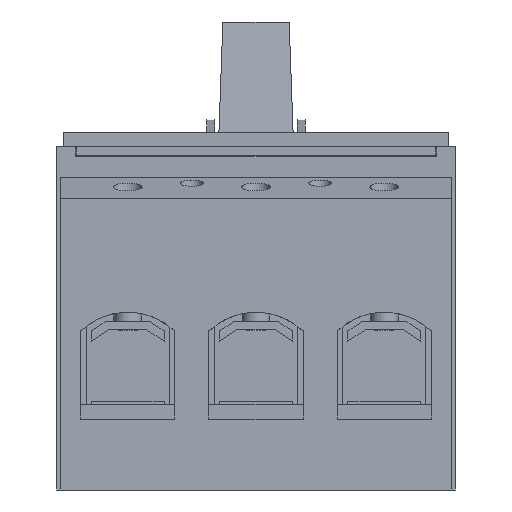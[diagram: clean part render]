
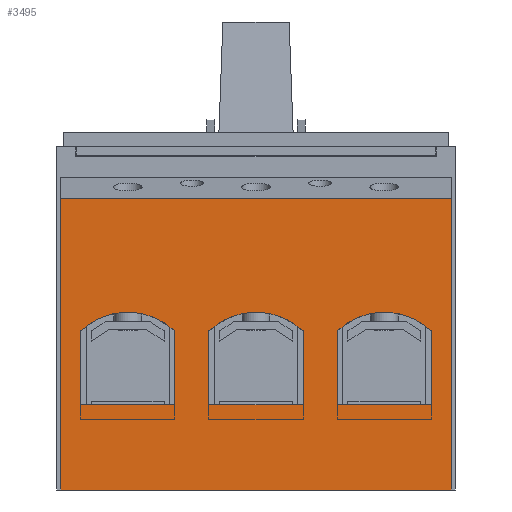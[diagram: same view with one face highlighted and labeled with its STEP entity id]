
A CAD part, front view. The second image highlights one B-rep face of the part: STEP entity #3495.
In plain terms, the highlighted face is planar.
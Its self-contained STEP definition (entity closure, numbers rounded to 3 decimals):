
#80=CIRCLE('',#3759,23.841);
#84=CIRCLE('',#3766,23.841);
#88=CIRCLE('',#3773,23.841);
#542=ORIENTED_EDGE('',*,*,#1309,.F.);
#543=ORIENTED_EDGE('',*,*,#1310,.F.);
#544=ORIENTED_EDGE('',*,*,#1311,.F.);
#545=ORIENTED_EDGE('',*,*,#1312,.F.);
#546=ORIENTED_EDGE('',*,*,#1313,.F.);
#547=ORIENTED_EDGE('',*,*,#1244,.F.);
#548=ORIENTED_EDGE('',*,*,#1314,.F.);
#549=ORIENTED_EDGE('',*,*,#1315,.F.);
#550=ORIENTED_EDGE('',*,*,#1316,.F.);
#551=ORIENTED_EDGE('',*,*,#1317,.F.);
#552=ORIENTED_EDGE('',*,*,#1318,.F.);
#553=ORIENTED_EDGE('',*,*,#1258,.F.);
#554=ORIENTED_EDGE('',*,*,#1319,.F.);
#555=ORIENTED_EDGE('',*,*,#1320,.F.);
#556=ORIENTED_EDGE('',*,*,#1321,.F.);
#557=ORIENTED_EDGE('',*,*,#1322,.F.);
#558=ORIENTED_EDGE('',*,*,#1323,.F.);
#559=ORIENTED_EDGE('',*,*,#1272,.F.);
#560=ORIENTED_EDGE('',*,*,#1324,.T.);
#561=ORIENTED_EDGE('',*,*,#1301,.F.);
#562=ORIENTED_EDGE('',*,*,#1325,.F.);
#563=ORIENTED_EDGE('',*,*,#1307,.T.);
#1244=EDGE_CURVE('',#1665,#1666,#80,.T.);
#1258=EDGE_CURVE('',#1677,#1678,#84,.T.);
#1272=EDGE_CURVE('',#1689,#1690,#88,.T.);
#1301=EDGE_CURVE('',#1713,#1710,#2049,.T.);
#1307=EDGE_CURVE('',#1717,#1716,#2053,.T.);
#1309=EDGE_CURVE('',#1718,#1665,#2055,.T.);
#1310=EDGE_CURVE('',#1719,#1718,#2056,.T.);
#1311=EDGE_CURVE('',#1720,#1719,#2057,.T.);
#1312=EDGE_CURVE('',#1721,#1720,#2058,.T.);
#1313=EDGE_CURVE('',#1666,#1721,#2059,.T.);
#1314=EDGE_CURVE('',#1722,#1677,#2060,.T.);
#1315=EDGE_CURVE('',#1723,#1722,#2061,.T.);
#1316=EDGE_CURVE('',#1724,#1723,#2062,.T.);
#1317=EDGE_CURVE('',#1725,#1724,#2063,.T.);
#1318=EDGE_CURVE('',#1678,#1725,#2064,.T.);
#1319=EDGE_CURVE('',#1726,#1689,#2065,.T.);
#1320=EDGE_CURVE('',#1727,#1726,#2066,.T.);
#1321=EDGE_CURVE('',#1728,#1727,#2067,.T.);
#1322=EDGE_CURVE('',#1729,#1728,#2068,.T.);
#1323=EDGE_CURVE('',#1690,#1729,#2069,.T.);
#1324=EDGE_CURVE('',#1716,#1710,#2070,.T.);
#1325=EDGE_CURVE('',#1717,#1713,#2071,.T.);
#1665=VERTEX_POINT('',#5245);
#1666=VERTEX_POINT('',#5247);
#1677=VERTEX_POINT('',#5274);
#1678=VERTEX_POINT('',#5276);
#1689=VERTEX_POINT('',#5303);
#1690=VERTEX_POINT('',#5305);
#1710=VERTEX_POINT('',#5355);
#1713=VERTEX_POINT('',#5360);
#1716=VERTEX_POINT('',#5371);
#1717=VERTEX_POINT('',#5373);
#1718=VERTEX_POINT('',#5377);
#1719=VERTEX_POINT('',#5379);
#1720=VERTEX_POINT('',#5381);
#1721=VERTEX_POINT('',#5383);
#1722=VERTEX_POINT('',#5386);
#1723=VERTEX_POINT('',#5388);
#1724=VERTEX_POINT('',#5390);
#1725=VERTEX_POINT('',#5392);
#1726=VERTEX_POINT('',#5395);
#1727=VERTEX_POINT('',#5397);
#1728=VERTEX_POINT('',#5399);
#1729=VERTEX_POINT('',#5401);
#2049=LINE('',#5361,#2451);
#2053=LINE('',#5372,#2455);
#2055=LINE('',#5376,#2457);
#2056=LINE('',#5378,#2458);
#2057=LINE('',#5380,#2459);
#2058=LINE('',#5382,#2460);
#2059=LINE('',#5384,#2461);
#2060=LINE('',#5385,#2462);
#2061=LINE('',#5387,#2463);
#2062=LINE('',#5389,#2464);
#2063=LINE('',#5391,#2465);
#2064=LINE('',#5393,#2466);
#2065=LINE('',#5394,#2467);
#2066=LINE('',#5396,#2468);
#2067=LINE('',#5398,#2469);
#2068=LINE('',#5400,#2470);
#2069=LINE('',#5402,#2471);
#2070=LINE('',#5403,#2472);
#2071=LINE('',#5404,#2473);
#2451=VECTOR('',#4371,1000.);
#2455=VECTOR('',#4383,1000.);
#2457=VECTOR('',#4387,1000.);
#2458=VECTOR('',#4388,1000.);
#2459=VECTOR('',#4389,1000.);
#2460=VECTOR('',#4390,1000.);
#2461=VECTOR('',#4391,1000.);
#2462=VECTOR('',#4392,1000.);
#2463=VECTOR('',#4393,1000.);
#2464=VECTOR('',#4394,1000.);
#2465=VECTOR('',#4395,1000.);
#2466=VECTOR('',#4396,1000.);
#2467=VECTOR('',#4397,1000.);
#2468=VECTOR('',#4398,1000.);
#2469=VECTOR('',#4399,1000.);
#2470=VECTOR('',#4400,1000.);
#2471=VECTOR('',#4401,1000.);
#2472=VECTOR('',#4402,1000.);
#2473=VECTOR('',#4403,1000.);
#2807=EDGE_LOOP('',(#542,#543,#544,#545,#546,#547));
#2808=EDGE_LOOP('',(#548,#549,#550,#551,#552,#553));
#2809=EDGE_LOOP('',(#554,#555,#556,#557,#558,#559));
#2810=EDGE_LOOP('',(#560,#561,#562,#563));
#3089=FACE_BOUND('',#2807,.T.);
#3090=FACE_BOUND('',#2808,.T.);
#3091=FACE_BOUND('',#2809,.T.);
#3092=FACE_BOUND('',#2810,.T.);
#3302=PLANE('',#3786);
#3495=ADVANCED_FACE('',(#3089,#3090,#3091,#3092),#3302,.F.);
#3759=AXIS2_PLACEMENT_3D('',#5246,#4281,#4282);
#3766=AXIS2_PLACEMENT_3D('',#5275,#4305,#4306);
#3773=AXIS2_PLACEMENT_3D('',#5304,#4329,#4330);
#3786=AXIS2_PLACEMENT_3D('',#5375,#4385,#4386);
#4281=DIRECTION('',(0.,1.,0.));
#4282=DIRECTION('',(1.,0.,0.));
#4305=DIRECTION('',(0.,1.,0.));
#4306=DIRECTION('',(1.,0.,0.));
#4329=DIRECTION('',(0.,1.,0.));
#4330=DIRECTION('',(1.,0.,0.));
#4371=DIRECTION('',(-1.,0.,0.));
#4383=DIRECTION('',(-1.,0.,0.));
#4385=DIRECTION('',(0.,-1.,0.));
#4386=DIRECTION('',(0.,0.,-1.));
#4387=DIRECTION('',(1.,0.,0.));
#4388=DIRECTION('',(0.,0.,1.));
#4389=DIRECTION('',(-1.,0.,0.));
#4390=DIRECTION('',(0.,0.,-1.));
#4391=DIRECTION('',(1.,0.,0.));
#4392=DIRECTION('',(1.,0.,0.));
#4393=DIRECTION('',(0.,0.,1.));
#4394=DIRECTION('',(-1.,0.,0.));
#4395=DIRECTION('',(0.,0.,-1.));
#4396=DIRECTION('',(1.,0.,0.));
#4397=DIRECTION('',(1.,0.,0.));
#4398=DIRECTION('',(0.,0.,1.));
#4399=DIRECTION('',(-1.,0.,0.));
#4400=DIRECTION('',(0.,0.,-1.));
#4401=DIRECTION('',(1.,0.,0.));
#4402=DIRECTION('',(0.,0.,1.));
#4403=DIRECTION('',(0.,0.,1.));
#5245=CARTESIAN_POINT('',(97.139,29.2,55.9));
#5246=CARTESIAN_POINT('',(113.5,29.2,38.559));
#5247=CARTESIAN_POINT('',(129.861,29.2,55.9));
#5274=CARTESIAN_POINT('',(52.139,29.2,55.9));
#5275=CARTESIAN_POINT('',(68.5,29.2,38.559));
#5276=CARTESIAN_POINT('',(84.861,29.2,55.9));
#5303=CARTESIAN_POINT('',(7.139,29.2,55.9));
#5304=CARTESIAN_POINT('',(23.5,29.2,38.559));
#5305=CARTESIAN_POINT('',(39.861,29.2,55.9));
#5355=CARTESIAN_POINT('',(0.,29.2,102.164));
#5360=CARTESIAN_POINT('',(137.,29.2,102.164));
#5361=CARTESIAN_POINT('',(137.,29.2,102.164));
#5371=CARTESIAN_POINT('',(0.,29.2,0.));
#5372=CARTESIAN_POINT('',(137.,29.2,0.));
#5373=CARTESIAN_POINT('',(137.,29.2,0.));
#5375=CARTESIAN_POINT('',(137.,29.2,0.));
#5376=CARTESIAN_POINT('',(97.,29.2,55.9));
#5377=CARTESIAN_POINT('',(97.,29.2,55.9));
#5378=CARTESIAN_POINT('',(97.,29.2,29.9));
#5379=CARTESIAN_POINT('',(97.,29.2,29.9));
#5380=CARTESIAN_POINT('',(130.,29.2,29.9));
#5381=CARTESIAN_POINT('',(130.,29.2,29.9));
#5382=CARTESIAN_POINT('',(130.,29.2,55.9));
#5383=CARTESIAN_POINT('',(130.,29.2,55.9));
#5384=CARTESIAN_POINT('',(129.861,29.2,55.9));
#5385=CARTESIAN_POINT('',(52.,29.2,55.9));
#5386=CARTESIAN_POINT('',(52.,29.2,55.9));
#5387=CARTESIAN_POINT('',(52.,29.2,29.9));
#5388=CARTESIAN_POINT('',(52.,29.2,29.9));
#5389=CARTESIAN_POINT('',(85.,29.2,29.9));
#5390=CARTESIAN_POINT('',(85.,29.2,29.9));
#5391=CARTESIAN_POINT('',(85.,29.2,55.9));
#5392=CARTESIAN_POINT('',(85.,29.2,55.9));
#5393=CARTESIAN_POINT('',(84.861,29.2,55.9));
#5394=CARTESIAN_POINT('',(7.,29.2,55.9));
#5395=CARTESIAN_POINT('',(7.,29.2,55.9));
#5396=CARTESIAN_POINT('',(7.,29.2,29.9));
#5397=CARTESIAN_POINT('',(7.,29.2,29.9));
#5398=CARTESIAN_POINT('',(40.,29.2,29.9));
#5399=CARTESIAN_POINT('',(40.,29.2,29.9));
#5400=CARTESIAN_POINT('',(40.,29.2,55.9));
#5401=CARTESIAN_POINT('',(40.,29.2,55.9));
#5402=CARTESIAN_POINT('',(39.861,29.2,55.9));
#5403=CARTESIAN_POINT('',(0.,29.2,0.));
#5404=CARTESIAN_POINT('',(137.,29.2,0.));
